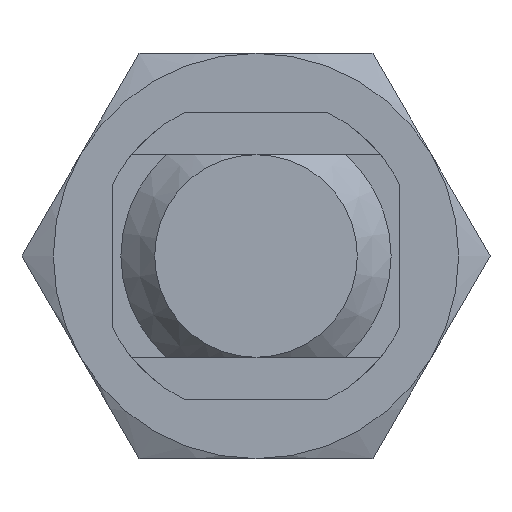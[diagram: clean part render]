
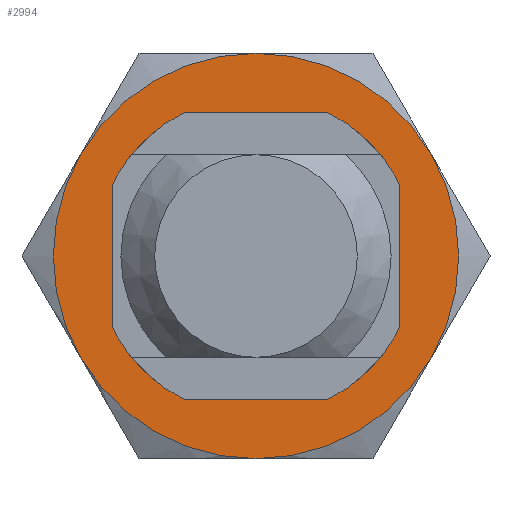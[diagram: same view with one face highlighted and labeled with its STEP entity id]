
A CAD part, left-side view. The second image highlights one B-rep face of the part: STEP entity #2994.
In plain terms, the highlighted planar face has unit normal (-1, 0, 0).
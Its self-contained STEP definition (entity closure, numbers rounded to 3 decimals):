
#55 = CARTESIAN_POINT ( 'NONE',  ( 4., 0., 0. ) ) ;
#97 = DIRECTION ( 'NONE',  ( 0., 0., -1. ) ) ;
#108 = AXIS2_PLACEMENT_3D ( 'NONE', #1449, #1205, #1844 ) ;
#191 = AXIS2_PLACEMENT_3D ( 'NONE', #2285, #641, #290 ) ;
#207 = CIRCLE ( 'NONE', #418, 8. ) ;
#209 = ORIENTED_EDGE ( 'NONE', *, *, #2847, .T. ) ;
#218 = ORIENTED_EDGE ( 'NONE', *, *, #2260, .T. ) ;
#239 = CARTESIAN_POINT ( 'NONE',  ( 4., 0., 0. ) ) ;
#290 = DIRECTION ( 'NONE',  ( 0., 0., -1. ) ) ;
#353 = CIRCLE ( 'NONE', #2815, 12. ) ;
#365 = CARTESIAN_POINT ( 'NONE',  ( 4., 10.392, 6. ) ) ;
#368 = ORIENTED_EDGE ( 'NONE', *, *, #2499, .F. ) ;
#386 = CARTESIAN_POINT ( 'NONE',  ( 4., 0., -8. ) ) ;
#387 = AXIS2_PLACEMENT_3D ( 'NONE', #239, #1654, #3942 ) ;
#418 = AXIS2_PLACEMENT_3D ( 'NONE', #1269, #935, #601 ) ;
#527 = CIRCLE ( 'NONE', #387, 12. ) ;
#601 = DIRECTION ( 'NONE',  ( 0., 0., -1. ) ) ;
#633 = AXIS2_PLACEMENT_3D ( 'NONE', #3280, #1994, #3644 ) ;
#641 = DIRECTION ( 'NONE',  ( -1., 0., 0. ) ) ;
#723 = CARTESIAN_POINT ( 'NONE',  ( 4., 0., 0. ) ) ;
#739 = FACE_BOUND ( 'NONE', #3107, .T. ) ;
#740 = AXIS2_PLACEMENT_3D ( 'NONE', #723, #4078, #3049 ) ;
#853 = EDGE_CURVE ( 'NONE', #3084, #3816, #2731, .T. ) ;
#935 = DIRECTION ( 'NONE',  ( -1., 0., 0. ) ) ;
#1072 = EDGE_LOOP ( 'NONE', ( #1475, #4376, #218, #2195, #209, #3749 ) ) ;
#1187 = CIRCLE ( 'NONE', #3688, 12. ) ;
#1205 = DIRECTION ( 'NONE',  ( -1., 0., 0. ) ) ;
#1269 = CARTESIAN_POINT ( 'NONE',  ( 4., 0., 0. ) ) ;
#1280 = ORIENTED_EDGE ( 'NONE', *, *, #853, .F. ) ;
#1358 = VERTEX_POINT ( 'NONE', #2719 ) ;
#1449 = CARTESIAN_POINT ( 'NONE',  ( 4., 0., 0. ) ) ;
#1475 = ORIENTED_EDGE ( 'NONE', *, *, #2487, .T. ) ;
#1569 = DIRECTION ( 'NONE',  ( -1., 0., 0. ) ) ;
#1581 = CARTESIAN_POINT ( 'NONE',  ( 4., 0., 0. ) ) ;
#1625 = EDGE_CURVE ( 'NONE', #1358, #3411, #2605, .T. ) ;
#1654 = DIRECTION ( 'NONE',  ( -1., 0., 0. ) ) ;
#1675 = CARTESIAN_POINT ( 'NONE',  ( 4., 10.392, -6. ) ) ;
#1844 = DIRECTION ( 'NONE',  ( 0., 0., -1. ) ) ;
#1994 = DIRECTION ( 'NONE',  ( -1., 0., 0. ) ) ;
#2195 = ORIENTED_EDGE ( 'NONE', *, *, #1625, .T. ) ;
#2241 = DIRECTION ( 'NONE',  ( 0., 0., -1. ) ) ;
#2260 = EDGE_CURVE ( 'NONE', #2324, #1358, #1187, .T. ) ;
#2285 = CARTESIAN_POINT ( 'NONE',  ( 4., 0., 0. ) ) ;
#2324 = VERTEX_POINT ( 'NONE', #2747 ) ;
#2339 = FACE_OUTER_BOUND ( 'NONE', #1072, .T. ) ;
#2384 = CARTESIAN_POINT ( 'NONE',  ( 4., 0., -12. ) ) ;
#2487 = EDGE_CURVE ( 'NONE', #4009, #3813, #353, .T. ) ;
#2499 = EDGE_CURVE ( 'NONE', #3816, #3084, #207, .T. ) ;
#2576 = CARTESIAN_POINT ( 'NONE',  ( 4., 0., 8. ) ) ;
#2605 = CIRCLE ( 'NONE', #633, 12. ) ;
#2687 = EDGE_CURVE ( 'NONE', #3010, #4009, #4013, .T. ) ;
#2719 = CARTESIAN_POINT ( 'NONE',  ( 4., 0., 12. ) ) ;
#2731 = CIRCLE ( 'NONE', #191, 8. ) ;
#2747 = CARTESIAN_POINT ( 'NONE',  ( 4., -10.392, 6. ) ) ;
#2807 = DIRECTION ( 'NONE',  ( -1., 0., 0. ) ) ;
#2815 = AXIS2_PLACEMENT_3D ( 'NONE', #3624, #1569, #3284 ) ;
#2826 = EDGE_CURVE ( 'NONE', #3813, #2324, #527, .T. ) ;
#2847 = EDGE_CURVE ( 'NONE', #3411, #3010, #3005, .T. ) ;
#2852 = AXIS2_PLACEMENT_3D ( 'NONE', #1581, #3003, #2241 ) ;
#2913 = CARTESIAN_POINT ( 'NONE',  ( 4., -10.392, -6. ) ) ;
#2994 = ADVANCED_FACE ( 'NONE', ( #739, #2339 ), #3768, .F. ) ;
#3003 = DIRECTION ( 'NONE',  ( -1., 0., 0. ) ) ;
#3005 = CIRCLE ( 'NONE', #2852, 12. ) ;
#3010 = VERTEX_POINT ( 'NONE', #1675 ) ;
#3049 = DIRECTION ( 'NONE',  ( 0., -1., 0. ) ) ;
#3084 = VERTEX_POINT ( 'NONE', #386 ) ;
#3107 = EDGE_LOOP ( 'NONE', ( #1280, #368 ) ) ;
#3280 = CARTESIAN_POINT ( 'NONE',  ( 4., 0., 0. ) ) ;
#3284 = DIRECTION ( 'NONE',  ( 0., 0., -1. ) ) ;
#3411 = VERTEX_POINT ( 'NONE', #365 ) ;
#3624 = CARTESIAN_POINT ( 'NONE',  ( 4., 0., 0. ) ) ;
#3644 = DIRECTION ( 'NONE',  ( 0., 0., -1. ) ) ;
#3688 = AXIS2_PLACEMENT_3D ( 'NONE', #55, #2807, #97 ) ;
#3749 = ORIENTED_EDGE ( 'NONE', *, *, #2687, .T. ) ;
#3768 = PLANE ( 'NONE',  #740 ) ;
#3813 = VERTEX_POINT ( 'NONE', #2913 ) ;
#3816 = VERTEX_POINT ( 'NONE', #2576 ) ;
#3942 = DIRECTION ( 'NONE',  ( 0., 0., -1. ) ) ;
#4009 = VERTEX_POINT ( 'NONE', #2384 ) ;
#4013 = CIRCLE ( 'NONE', #108, 12. ) ;
#4078 = DIRECTION ( 'NONE',  ( 1., 0., 0. ) ) ;
#4376 = ORIENTED_EDGE ( 'NONE', *, *, #2826, .T. ) ;
